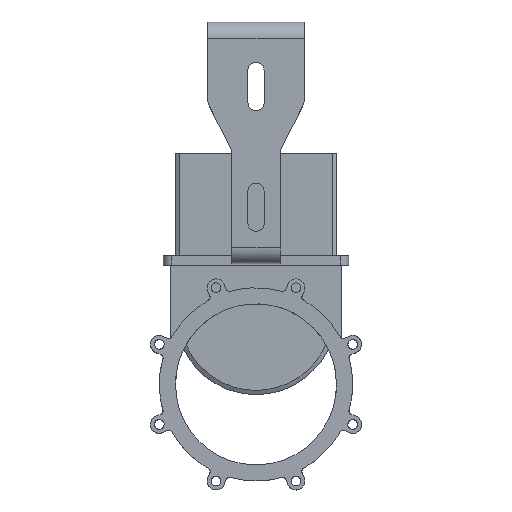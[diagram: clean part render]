
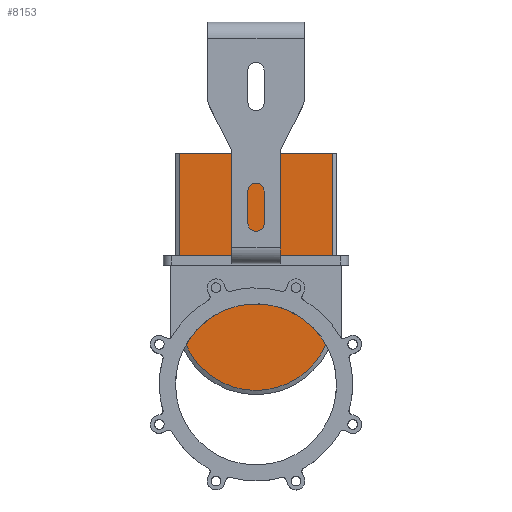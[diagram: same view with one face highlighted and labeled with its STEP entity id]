
A CAD part, top view. The second image highlights one B-rep face of the part: STEP entity #8153.
In plain terms, the highlighted free-form (B-spline) face has degree [1, 1] with [2, 2] control points.
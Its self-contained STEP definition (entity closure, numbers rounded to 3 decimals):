
#7916 = VERTEX_POINT('',#7917);
#7917 = CARTESIAN_POINT('',(-7.297,337.359,
    6.081));
#7935 = VERTEX_POINT('',#7936);
#7936 = CARTESIAN_POINT('',(7.297,337.359,6.081
    ));
#7941 = EDGE_CURVE('',#7916,#7935,#7942,.T.);
#7942 = ( BOUNDED_CURVE() B_SPLINE_CURVE(2,(#7943,#7944,#7945,#7946,
#7947),.UNSPECIFIED.,.F.,.F.) B_SPLINE_CURVE_WITH_KNOTS((3,2,3),(
    3.142,4.712,6.283),
.PIECEWISE_BEZIER_KNOTS.) CURVE() GEOMETRIC_REPRESENTATION_ITEM() 
RATIONAL_B_SPLINE_CURVE((1.,0.707,1.,0.707,1.)) 
REPRESENTATION_ITEM('') );
#7943 = CARTESIAN_POINT('',(-7.297,337.359,
    6.081));
#7944 = CARTESIAN_POINT('',(-7.297,330.062,6.081
    ));
#7945 = CARTESIAN_POINT('',(0.,330.062,
    6.081));
#7946 = CARTESIAN_POINT('',(7.297,330.062,6.081)
  );
#7947 = CARTESIAN_POINT('',(7.297,337.359,6.081
    ));
#8110 = VERTEX_POINT('',#8111);
#8111 = CARTESIAN_POINT('',(-115.298,349.521,
    6.081));
#8116 = EDGE_CURVE('',#8117,#8110,#8119,.T.);
#8117 = VERTEX_POINT('',#8118);
#8118 = CARTESIAN_POINT('',(115.298,349.521,
    6.081));
#8119 = B_SPLINE_CURVE_WITH_KNOTS('',1,(#8120,#8121),.UNSPECIFIED.,.F.,
  .F.,(2,2),(-194.804,-5.196),.PIECEWISE_BEZIER_KNOTS.);
#8120 = CARTESIAN_POINT('',(115.298,349.521,
    6.081));
#8121 = CARTESIAN_POINT('',(-115.298,349.521,
    6.081));
#8153 = ADVANCED_FACE('',(#8154,#8179),#8190,.T.);
#8154 = FACE_BOUND('',#8155,.T.);
#8155 = EDGE_LOOP('',(#8156,#8157,#8164,#8174));
#8156 = ORIENTED_EDGE('',*,*,#8116,.T.);
#8157 = ORIENTED_EDGE('',*,*,#8158,.T.);
#8158 = EDGE_CURVE('',#8110,#8159,#8161,.T.);
#8159 = VERTEX_POINT('',#8160);
#8160 = CARTESIAN_POINT('',(-115.298,106.286,6.081
    ));
#8161 = B_SPLINE_CURVE_WITH_KNOTS('',1,(#8162,#8163),.UNSPECIFIED.,.F.,
  .F.,(2,2),(-200.,0.),.PIECEWISE_BEZIER_KNOTS.);
#8162 = CARTESIAN_POINT('',(-115.298,349.521,
    6.081));
#8163 = CARTESIAN_POINT('',(-115.298,106.286,6.081
    ));
#8164 = ORIENTED_EDGE('',*,*,#8165,.T.);
#8165 = EDGE_CURVE('',#8159,#8166,#8168,.T.);
#8166 = VERTEX_POINT('',#8167);
#8167 = CARTESIAN_POINT('',(115.298,106.286,6.081
    ));
#8168 = ( BOUNDED_CURVE() B_SPLINE_CURVE(2,(#8169,#8170,#8171,#8172,
#8173),.UNSPECIFIED.,.F.,.F.) B_SPLINE_CURVE_WITH_KNOTS((3,2,3),(
    3.142,4.712,6.283),
.PIECEWISE_BEZIER_KNOTS.) CURVE() GEOMETRIC_REPRESENTATION_ITEM() 
RATIONAL_B_SPLINE_CURVE((1.,0.707,1.,0.707,1.)) 
REPRESENTATION_ITEM('') );
#8169 = CARTESIAN_POINT('',(-115.298,106.286,6.081
    ));
#8170 = CARTESIAN_POINT('',(-115.298,-9.012,
    6.081));
#8171 = CARTESIAN_POINT('',(0.,-9.012,
    6.081));
#8172 = CARTESIAN_POINT('',(115.298,-9.012,
    6.081));
#8173 = CARTESIAN_POINT('',(115.298,106.286,6.081
    ));
#8174 = ORIENTED_EDGE('',*,*,#8175,.T.);
#8175 = EDGE_CURVE('',#8166,#8117,#8176,.T.);
#8176 = B_SPLINE_CURVE_WITH_KNOTS('',1,(#8177,#8178),.UNSPECIFIED.,.F.,
  .F.,(2,2),(-200.,0.),.PIECEWISE_BEZIER_KNOTS.);
#8177 = CARTESIAN_POINT('',(115.298,106.286,6.081
    ));
#8178 = CARTESIAN_POINT('',(115.298,349.521,
    6.081));
#8179 = FACE_BOUND('',#8180,.T.);
#8180 = EDGE_LOOP('',(#8181,#8182));
#8181 = ORIENTED_EDGE('',*,*,#7941,.F.);
#8182 = ORIENTED_EDGE('',*,*,#8183,.F.);
#8183 = EDGE_CURVE('',#7935,#7916,#8184,.T.);
#8184 = ( BOUNDED_CURVE() B_SPLINE_CURVE(2,(#8185,#8186,#8187,#8188,
#8189),.UNSPECIFIED.,.F.,.F.) B_SPLINE_CURVE_WITH_KNOTS((3,2,3),(0.,
1.571,3.142),.PIECEWISE_BEZIER_KNOTS.) CURVE() 
GEOMETRIC_REPRESENTATION_ITEM() RATIONAL_B_SPLINE_CURVE((1.,
0.707,1.,0.707,1.)) REPRESENTATION_ITEM('') );
#8185 = CARTESIAN_POINT('',(7.297,337.359,6.081
    ));
#8186 = CARTESIAN_POINT('',(7.297,344.656,6.081
    ));
#8187 = CARTESIAN_POINT('',(0.,344.656,
    6.081));
#8188 = CARTESIAN_POINT('',(-7.297,344.656,
    6.081));
#8189 = CARTESIAN_POINT('',(-7.297,337.359,
    6.081));
#8190 = B_SPLINE_SURFACE_WITH_KNOTS('',1,1,(
    (#8191,#8192)
    ,(#8193,#8194
    )),.UNSPECIFIED.,.F.,.F.,.F.,(2,2),(2,2),(-94.804,
    94.804),(-94.804,200.),.PIECEWISE_BEZIER_KNOTS.);
#8191 = CARTESIAN_POINT('',(-115.298,-9.012,
    6.081));
#8192 = CARTESIAN_POINT('',(-115.298,349.521,
    6.081));
#8193 = CARTESIAN_POINT('',(115.298,-9.012,
    6.081));
#8194 = CARTESIAN_POINT('',(115.298,349.521,
    6.081));
